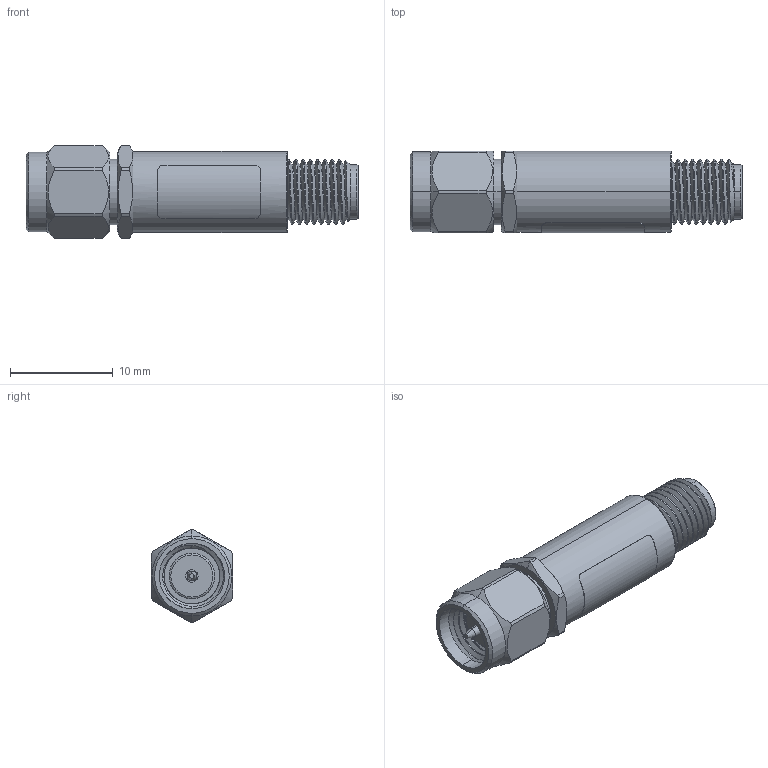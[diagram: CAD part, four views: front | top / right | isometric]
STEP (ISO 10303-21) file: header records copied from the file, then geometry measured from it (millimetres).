
FILE_DESCRIPTION (( 'STEP AP214' ), '1' );
FILE_NAME ('FMMT10033_3D.step', '2025-01-09T20:32:13', ( '' ), ( '' ), 'SwSTEP 2.0', 'SolidWorks 2022', '' );
FILE_SCHEMA (( 'AUTOMOTIVE_DESIGN' ));
Length unit declared in the file: inch
Products named in the file (1): FMMT10033_3D
Bounding box: 32.26 x 7.96 x 8.99 mm (x, y, z)
Volume: 1298 mm3; surface area: 1257 mm2
Topology: 1 solids, 1 shells, 127 faces, 319 edges, 204 vertices
Faces by surface type: cylinder 63, plane 24, cone 21, bspline 15, torus 4
Entity records: 7908 total; most frequent: CARTESIAN_POINT 5113, ORIENTED_EDGE 638, DIRECTION 511, EDGE_CURVE 319, AXIS2_PLACEMENT_3D 209, VERTEX_POINT 204, EDGE_LOOP 137, FACE_OUTER_BOUND 127
